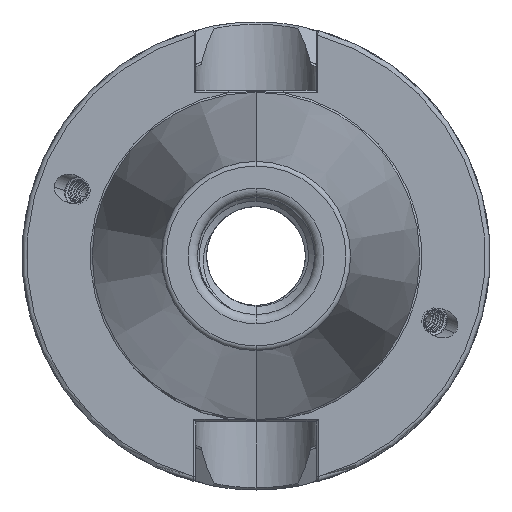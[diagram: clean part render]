
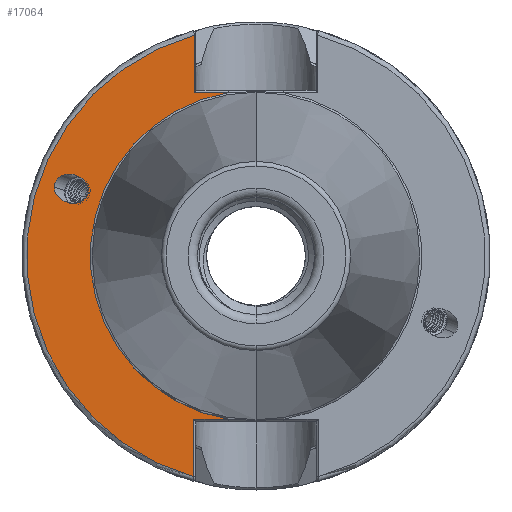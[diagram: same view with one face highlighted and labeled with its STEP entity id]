
A CAD part, left-side view. The second image highlights one B-rep face of the part: STEP entity #17064.
In plain terms, the highlighted planar face has unit normal (-1, 0, 0).
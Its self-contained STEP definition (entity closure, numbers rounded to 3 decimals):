
#2262 = VECTOR ( 'NONE', #26699, 1000. ) ;
#2264 = LINE ( 'NONE', #26681, #2262 ) ;
#2297 = CIRCLE ( 'NONE', #14085, 49. ) ;
#2313 = LINE ( 'NONE', #26918, #2336 ) ;
#2314 = VECTOR ( 'NONE', #26999, 1000. ) ;
#2326 = LINE ( 'NONE', #26983, #2314 ) ;
#2331 = LINE ( 'NONE', #26879, #2351 ) ;
#2336 = VECTOR ( 'NONE', #26938, 1000. ) ;
#2351 = VECTOR ( 'NONE', #26909, 1000. ) ;
#2354 = CIRCLE ( 'NONE', #14078, 35.398 ) ;
#4583 = CARTESIAN_POINT ( 'NONE',  ( 0., 43.118, 14.766 ) ) ;
#4619 = CARTESIAN_POINT ( 'NONE',  ( 0., 35.968, 13.091 ) ) ;
#4639 = CARTESIAN_POINT ( 'NONE',  ( 0., 35.816, 13.963 ) ) ;
#10450 = CARTESIAN_POINT ( 'NONE',  ( 0., 13.279, -34.9 ) ) ;
#10462 = CARTESIAN_POINT ( 'NONE',  ( 0., 13.194, 34.9 ) ) ;
#10501 = CARTESIAN_POINT ( 'NONE',  ( 0., 5.916, 34.9 ) ) ;
#10548 = CARTESIAN_POINT ( 'NONE',  ( 0., 13.194, 47.19 ) ) ;
#10564 = CARTESIAN_POINT ( 'NONE',  ( 0., 5.916, -34.9 ) ) ;
#10570 = CARTESIAN_POINT ( 'NONE',  ( 0., 13.279, -47.166 ) ) ;
#10744 = DIRECTION ( 'NONE',  ( -1., 0., 0. ) ) ;
#10759 = CARTESIAN_POINT ( 'NONE',  ( 0., 35.398, 0. ) ) ;
#10760 = DIRECTION ( 'NONE',  ( 0., 0., 1. ) ) ;
#10783 = PLANE ( 'NONE',  #14768 ) ;
#13747 = VERTEX_POINT ( 'NONE', #10462 ) ;
#13808 = VERTEX_POINT ( 'NONE', #10450 ) ;
#13820 = VERTEX_POINT ( 'NONE', #10501 ) ;
#13850 = VERTEX_POINT ( 'NONE', #10570 ) ;
#13867 = VERTEX_POINT ( 'NONE', #10564 ) ;
#13876 = VERTEX_POINT ( 'NONE', #10548 ) ;
#14078 = AXIS2_PLACEMENT_3D ( 'NONE', #26988, #27002, #27022 ) ;
#14085 = AXIS2_PLACEMENT_3D ( 'NONE', #26731, #26715, #26747 ) ;
#14768 = AXIS2_PLACEMENT_3D ( 'NONE', #10759, #10744, #10760 ) ;
#15111 = EDGE_LOOP ( 'NONE', ( #22875, #22895, #22937 ) ) ;
#15152 = EDGE_LOOP ( 'NONE', ( #22845, #22832, #22825, #22855, #22874, #22945 ) ) ;
#17064 = ADVANCED_FACE ( 'NONE', ( #23102, #23152 ), #10783, .T. ) ;
#18284 = EDGE_CURVE ( 'NONE', #13850, #13808, #2264, .T. ) ;
#18298 = EDGE_CURVE ( 'NONE', #13850, #13876, #2297, .T. ) ;
#18317 = EDGE_CURVE ( 'NONE', #13808, #13867, #2331, .T. ) ;
#18324 = EDGE_CURVE ( 'NONE', #13747, #13876, #2313, .T. ) ;
#18327 = EDGE_CURVE ( 'NONE', #13867, #13820, #2354, .T. ) ;
#18329 = EDGE_CURVE ( 'NONE', #13820, #13747, #2326, .T. ) ;
#18334 = EDGE_CURVE ( 'NONE', #24515, #24680, #28606, .T. ) ;
#18434 = EDGE_CURVE ( 'NONE', #24683, #24515, #27246, .T. ) ;
#18445 = EDGE_CURVE ( 'NONE', #24680, #24683, #27244, .T. ) ;
#20972 = CARTESIAN_POINT ( 'NONE',  ( 0., 35.816, 13.963 ) ) ;
#20974 = CARTESIAN_POINT ( 'NONE',  ( 0., 35.816, 13.662 ) ) ;
#20988 = CARTESIAN_POINT ( 'NONE',  ( 0., 35.968, 13.091 ) ) ;
#20996 = CARTESIAN_POINT ( 'NONE',  ( 0., 35.867, 13.369 ) ) ;
#21416 = CARTESIAN_POINT ( 'NONE',  ( 0., 35.816, 20.184 ) ) ;
#21436 = CARTESIAN_POINT ( 'NONE',  ( 0., 35.816, 13.963 ) ) ;
#21437 = CARTESIAN_POINT ( 'NONE',  ( 0., 43.118, 14.766 ) ) ;
#21445 = CARTESIAN_POINT ( 'NONE',  ( 0., 43.118, 20.987 ) ) ;
#22825 = ORIENTED_EDGE ( 'NONE', *, *, #18317, .T. ) ;
#22832 = ORIENTED_EDGE ( 'NONE', *, *, #18284, .T. ) ;
#22845 = ORIENTED_EDGE ( 'NONE', *, *, #18298, .F. ) ;
#22855 = ORIENTED_EDGE ( 'NONE', *, *, #18327, .T. ) ;
#22874 = ORIENTED_EDGE ( 'NONE', *, *, #18329, .T. ) ;
#22875 = ORIENTED_EDGE ( 'NONE', *, *, #18445, .F. ) ;
#22895 = ORIENTED_EDGE ( 'NONE', *, *, #18334, .F. ) ;
#22937 = ORIENTED_EDGE ( 'NONE', *, *, #18434, .F. ) ;
#22945 = ORIENTED_EDGE ( 'NONE', *, *, #18324, .T. ) ;
#23102 = FACE_BOUND ( 'NONE', #15111, .T. ) ;
#23152 = FACE_OUTER_BOUND ( 'NONE', #15152, .T. ) ;
#24515 = VERTEX_POINT ( 'NONE', #4583 ) ;
#24680 = VERTEX_POINT ( 'NONE', #4619 ) ;
#24683 = VERTEX_POINT ( 'NONE', #4639 ) ;
#26681 = CARTESIAN_POINT ( 'NONE',  ( 0., 13.279, -35.4 ) ) ;
#26699 = DIRECTION ( 'NONE',  ( 0., 0., 1. ) ) ;
#26715 = DIRECTION ( 'NONE',  ( 1., 0., 0. ) ) ;
#26731 = CARTESIAN_POINT ( 'NONE',  ( 0., 0., 0. ) ) ;
#26747 = DIRECTION ( 'NONE',  ( 0., 0., -1. ) ) ;
#26879 = CARTESIAN_POINT ( 'NONE',  ( 0., -12.85, -34.9 ) ) ;
#26909 = DIRECTION ( 'NONE',  ( 0., -1., 0. ) ) ;
#26918 = CARTESIAN_POINT ( 'NONE',  ( 0., 13.194, 0. ) ) ;
#26938 = DIRECTION ( 'NONE',  ( 0., 0., 1. ) ) ;
#26983 = CARTESIAN_POINT ( 'NONE',  ( 0., 35.398, 34.9 ) ) ;
#26988 = CARTESIAN_POINT ( 'NONE',  ( 0., 0., 0. ) ) ;
#26999 = DIRECTION ( 'NONE',  ( 0., 1., 0. ) ) ;
#27002 = DIRECTION ( 'NONE',  ( 1., 0., 0. ) ) ;
#27022 = DIRECTION ( 'NONE',  ( 0., 0., -1. ) ) ;
#27036 = CARTESIAN_POINT ( 'NONE',  ( 0., 43.118, 14.766 ) ) ;
#27069 = CARTESIAN_POINT ( 'NONE',  ( 0., 35.968, 13.091 ) ) ;
#27070 = CARTESIAN_POINT ( 'NONE',  ( 0., 43.118, 9.99 ) ) ;
#27074 = CARTESIAN_POINT ( 'NONE',  ( 0., 37.57, 8.69 ) ) ;
#27244 =( BOUNDED_CURVE ( )  B_SPLINE_CURVE ( 3, ( #20988, #20996, #20974, #20972 ),
 .UNSPECIFIED., .F., .T. ) 
 B_SPLINE_CURVE_WITH_KNOTS ( ( 4, 4 ),
 ( 0., 0.29 ),
 .UNSPECIFIED. ) 
 CURVE ( )  GEOMETRIC_REPRESENTATION_ITEM ( )  RATIONAL_B_SPLINE_CURVE ( ( 1., 0.993, 0.993, 1. ) ) 
 REPRESENTATION_ITEM ( '' )  );
#27246 =( BOUNDED_CURVE ( )  B_SPLINE_CURVE ( 3, ( #21436, #21416, #21445, #21437 ),
 .UNSPECIFIED., .F., .T. ) 
 B_SPLINE_CURVE_WITH_KNOTS ( ( 4, 4 ),
 ( 0.29, 3.431 ),
 .UNSPECIFIED. ) 
 CURVE ( )  GEOMETRIC_REPRESENTATION_ITEM ( )  RATIONAL_B_SPLINE_CURVE ( ( 1., 0.333, 0.333, 1. ) ) 
 REPRESENTATION_ITEM ( '' )  );
#28606 =( BOUNDED_CURVE ( )  B_SPLINE_CURVE ( 3, ( #27036, #27070, #27074, #27069 ),
 .UNSPECIFIED., .F., .F. ) 
 B_SPLINE_CURVE_WITH_KNOTS ( ( 4, 4 ),
 ( 3.431, 6.283 ),
 .UNSPECIFIED. ) 
 CURVE ( )  GEOMETRIC_REPRESENTATION_ITEM ( )  RATIONAL_B_SPLINE_CURVE ( ( 1., 0.43, 0.43, 1. ) ) 
 REPRESENTATION_ITEM ( '' )  );
